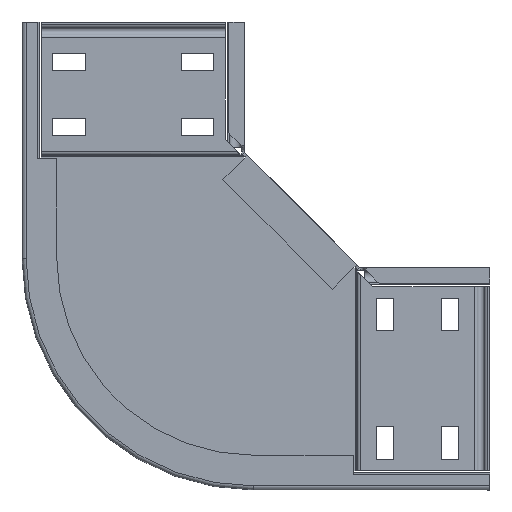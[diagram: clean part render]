
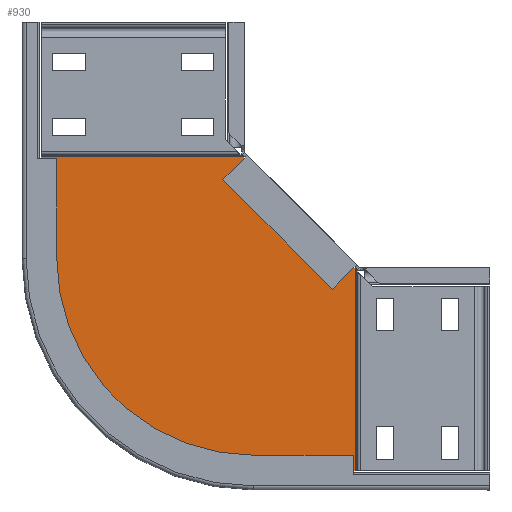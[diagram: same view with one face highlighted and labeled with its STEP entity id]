
A CAD part, front view. The second image highlights one B-rep face of the part: STEP entity #930.
In plain terms, the highlighted planar face has unit normal (0, -1, 0).
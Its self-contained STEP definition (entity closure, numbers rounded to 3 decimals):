
#50 = CARTESIAN_POINT ( 'NONE',  ( 24.071, -0.75, -111.412 ) ) ;
#73 = DIRECTION ( 'NONE',  ( -1., 0., 0. ) ) ;
#136 = CARTESIAN_POINT ( 'NONE',  ( -117.912, -0.75, -19.662 ) ) ;
#156 = LINE ( 'NONE', #667, #1283 ) ;
#179 = CARTESIAN_POINT ( 'NONE',  ( -12.021, -0.75, 12.021 ) ) ;
#292 = VERTEX_POINT ( 'NONE', #4225 ) ;
#566 = LINE ( 'NONE', #1786, #3450 ) ;
#580 = VERTEX_POINT ( 'NONE', #2193 ) ;
#640 = VECTOR ( 'NONE', #4731, 1000. ) ;
#667 = CARTESIAN_POINT ( 'NONE',  ( 75.912, -0.75, -111.412 ) ) ;
#731 = LINE ( 'NONE', #179, #6540 ) ;
#820 = ORIENTED_EDGE ( 'NONE', *, *, #4902, .F. ) ;
#837 = PLANE ( 'NONE',  #5521 ) ;
#871 = FACE_OUTER_BOUND ( 'NONE', #2545, .T. ) ;
#901 = ORIENTED_EDGE ( 'NONE', *, *, #2116, .F. ) ;
#930 = ADVANCED_FACE ( 'NONE', ( #871 ), #837, .T. ) ;
#936 = DIRECTION ( 'NONE',  ( 0., 0., -1. ) ) ;
#937 = CARTESIAN_POINT ( 'NONE',  ( -111.412, -0.75, 23.412 ) ) ;
#960 = ORIENTED_EDGE ( 'NONE', *, *, #4840, .F. ) ;
#1026 = EDGE_CURVE ( 'NONE', #1070, #2287, #4016, .T. ) ;
#1070 = VERTEX_POINT ( 'NONE', #1995 ) ;
#1236 = LINE ( 'NONE', #3639, #3940 ) ;
#1257 = AXIS2_PLACEMENT_3D ( 'NONE', #1437, #2594, #936 ) ;
#1283 = VECTOR ( 'NONE', #73, 1000. ) ;
#1437 = CARTESIAN_POINT ( 'NONE',  ( -19.662, -0.75, -19.662 ) ) ;
#1523 = ORIENTED_EDGE ( 'NONE', *, *, #7656, .T. ) ;
#1786 = CARTESIAN_POINT ( 'NONE',  ( -117.912, -0.75, 23.412 ) ) ;
#1934 = CARTESIAN_POINT ( 'NONE',  ( -117.912, -0.75, 23.412 ) ) ;
#1995 = CARTESIAN_POINT ( 'NONE',  ( -19.662, -0.75, -117.912 ) ) ;
#2090 = CARTESIAN_POINT ( 'NONE',  ( -19.662, -0.75, -19.662 ) ) ;
#2116 = EDGE_CURVE ( 'NONE', #580, #292, #5607, .T. ) ;
#2169 = DIRECTION ( 'NONE',  ( 0., 0., -1. ) ) ;
#2193 = CARTESIAN_POINT ( 'NONE',  ( 23.412, -0.75, -111.412 ) ) ;
#2279 = EDGE_CURVE ( 'NONE', #1070, #292, #3405, .T. ) ;
#2287 = VERTEX_POINT ( 'NONE', #136 ) ;
#2507 = DIRECTION ( 'NONE',  ( 0.707, 0., -0.707 ) ) ;
#2545 = EDGE_LOOP ( 'NONE', ( #2690, #1523, #2732, #4388, #820, #5748, #6267, #901, #7559, #960 ) ) ;
#2554 = CARTESIAN_POINT ( 'NONE',  ( -111.412, -0.75, 24.071 ) ) ;
#2594 = DIRECTION ( 'NONE',  ( 0., 1., 0. ) ) ;
#2598 = CARTESIAN_POINT ( 'NONE',  ( 23.412, -0.75, -117.912 ) ) ;
#2607 = EDGE_CURVE ( 'NONE', #7759, #580, #156, .T. ) ;
#2690 = ORIENTED_EDGE ( 'NONE', *, *, #4470, .F. ) ;
#2730 = VERTEX_POINT ( 'NONE', #1934 ) ;
#2732 = ORIENTED_EDGE ( 'NONE', *, *, #7288, .T. ) ;
#2883 = CARTESIAN_POINT ( 'NONE',  ( -24.071, -0.75, 24.071 ) ) ;
#3405 = LINE ( 'NONE', #5206, #640 ) ;
#3450 = VECTOR ( 'NONE', #5434, 1000. ) ;
#3639 = CARTESIAN_POINT ( 'NONE',  ( -111.412, -0.75, 75.912 ) ) ;
#3915 = DIRECTION ( 'NONE',  ( 0., 0., -1. ) ) ;
#3940 = VECTOR ( 'NONE', #7241, 1000. ) ;
#4016 = CIRCLE ( 'NONE', #1257, 98.25 ) ;
#4026 = LINE ( 'NONE', #5275, #6740 ) ;
#4147 = CARTESIAN_POINT ( 'NONE',  ( 24.071, -0.75, -19.662 ) ) ;
#4225 = CARTESIAN_POINT ( 'NONE',  ( 23.412, -0.75, -117.912 ) ) ;
#4280 = VECTOR ( 'NONE', #7736, 1000. ) ;
#4388 = ORIENTED_EDGE ( 'NONE', *, *, #7749, .T. ) ;
#4412 = VECTOR ( 'NONE', #5396, 1000. ) ;
#4470 = EDGE_CURVE ( 'NONE', #5342, #5964, #731, .T. ) ;
#4731 = DIRECTION ( 'NONE',  ( 1., 0., 0. ) ) ;
#4840 = EDGE_CURVE ( 'NONE', #5964, #7759, #6010, .T. ) ;
#4902 = EDGE_CURVE ( 'NONE', #2287, #2730, #5323, .T. ) ;
#5035 = VECTOR ( 'NONE', #3915, 1000. ) ;
#5206 = CARTESIAN_POINT ( 'NONE',  ( -19.662, -0.75, -117.912 ) ) ;
#5239 = DIRECTION ( 'NONE',  ( -1., 0., 0. ) ) ;
#5275 = CARTESIAN_POINT ( 'NONE',  ( -19.662, -0.75, 24.071 ) ) ;
#5323 = LINE ( 'NONE', #5480, #4280 ) ;
#5342 = VERTEX_POINT ( 'NONE', #2883 ) ;
#5396 = DIRECTION ( 'NONE',  ( 0., 0., -1. ) ) ;
#5434 = DIRECTION ( 'NONE',  ( -1., 0., 0. ) ) ;
#5480 = CARTESIAN_POINT ( 'NONE',  ( -117.912, -0.75, -19.662 ) ) ;
#5521 = AXIS2_PLACEMENT_3D ( 'NONE', #2090, #5662, #2169 ) ;
#5607 = LINE ( 'NONE', #2598, #5035 ) ;
#5662 = DIRECTION ( 'NONE',  ( 0., -1., 0. ) ) ;
#5748 = ORIENTED_EDGE ( 'NONE', *, *, #1026, .F. ) ;
#5964 = VERTEX_POINT ( 'NONE', #7662 ) ;
#6010 = LINE ( 'NONE', #4147, #4412 ) ;
#6267 = ORIENTED_EDGE ( 'NONE', *, *, #2279, .T. ) ;
#6540 = VECTOR ( 'NONE', #2507, 1000. ) ;
#6740 = VECTOR ( 'NONE', #5239, 1000. ) ;
#7241 = DIRECTION ( 'NONE',  ( 0., 0., -1. ) ) ;
#7260 = VERTEX_POINT ( 'NONE', #2554 ) ;
#7288 = EDGE_CURVE ( 'NONE', #7260, #7481, #1236, .T. ) ;
#7481 = VERTEX_POINT ( 'NONE', #937 ) ;
#7559 = ORIENTED_EDGE ( 'NONE', *, *, #2607, .F. ) ;
#7656 = EDGE_CURVE ( 'NONE', #5342, #7260, #4026, .T. ) ;
#7662 = CARTESIAN_POINT ( 'NONE',  ( 24.071, -0.75, -24.071 ) ) ;
#7736 = DIRECTION ( 'NONE',  ( 0., 0., 1. ) ) ;
#7749 = EDGE_CURVE ( 'NONE', #7481, #2730, #566, .T. ) ;
#7759 = VERTEX_POINT ( 'NONE', #50 ) ;
